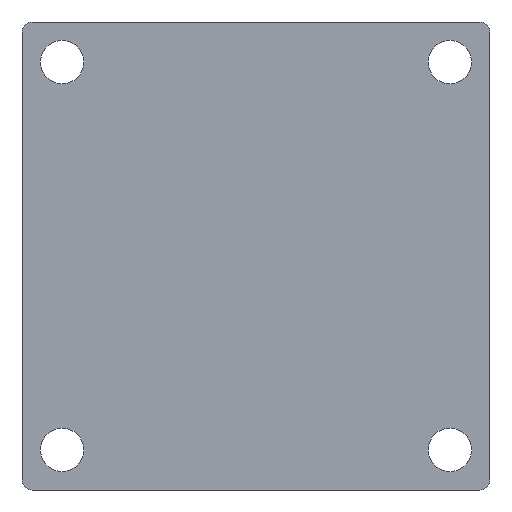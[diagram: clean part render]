
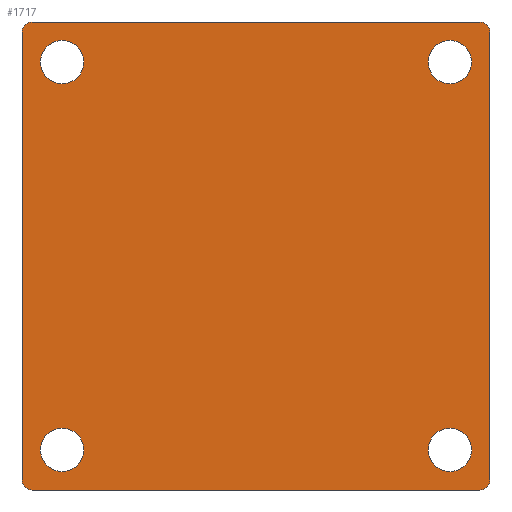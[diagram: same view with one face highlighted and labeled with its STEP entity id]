
A CAD part, left-side view. The second image highlights one B-rep face of the part: STEP entity #1717.
In plain terms, the highlighted planar face has unit normal (-1, 0, 0).
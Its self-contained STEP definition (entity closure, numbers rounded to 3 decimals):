
#222 = ORIENTED_EDGE ( 'NONE', *, *, #2029, .T. ) ;
#223 = ORIENTED_EDGE ( 'NONE', *, *, #682, .T. ) ;
#224 = ORIENTED_EDGE ( 'NONE', *, *, #642, .T. ) ;
#225 = ORIENTED_EDGE ( 'NONE', *, *, #652, .T. ) ;
#226 = ORIENTED_EDGE ( 'NONE', *, *, #2056, .F. ) ;
#245 = EDGE_LOOP ( 'NONE', ( #225, #224 ) ) ;
#246 = EDGE_LOOP ( 'NONE', ( #223, #222 ) ) ;
#247 = EDGE_LOOP ( 'NONE', ( #543, #547, #542, #544, #368, #369, #539, #226 ) ) ;
#249 = EDGE_LOOP ( 'NONE', ( #559, #541 ) ) ;
#250 = EDGE_LOOP ( 'NONE', ( #556, #557 ) ) ;
#368 = ORIENTED_EDGE ( 'NONE', *, *, #2044, .F. ) ;
#369 = ORIENTED_EDGE ( 'NONE', *, *, #2046, .F. ) ;
#426 = CIRCLE ( 'NONE', #1789, 6.5 ) ;
#458 = CIRCLE ( 'NONE', #611, 6.5 ) ;
#475 = CIRCLE ( 'NONE', #640, 6.5 ) ;
#482 = CIRCLE ( 'NONE', #1790, 6.5 ) ;
#498 = CIRCLE ( 'NONE', #613, 6.5 ) ;
#539 = ORIENTED_EDGE ( 'NONE', *, *, #2055, .F. ) ;
#541 = ORIENTED_EDGE ( 'NONE', *, *, #663, .T. ) ;
#542 = ORIENTED_EDGE ( 'NONE', *, *, #2053, .F. ) ;
#543 = ORIENTED_EDGE ( 'NONE', *, *, #2042, .F. ) ;
#544 = ORIENTED_EDGE ( 'NONE', *, *, #2026, .F. ) ;
#547 = ORIENTED_EDGE ( 'NONE', *, *, #2015, .F. ) ;
#556 = ORIENTED_EDGE ( 'NONE', *, *, #693, .T. ) ;
#557 = ORIENTED_EDGE ( 'NONE', *, *, #672, .T. ) ;
#559 = ORIENTED_EDGE ( 'NONE', *, *, #643, .T. ) ;
#592 = CIRCLE ( 'NONE', #626, 6.5 ) ;
#593 = CIRCLE ( 'NONE', #623, 6.5 ) ;
#611 = AXIS2_PLACEMENT_3D ( 'NONE', #1001, #1015, #1028 ) ;
#613 = AXIS2_PLACEMENT_3D ( 'NONE', #1061, #1046, #1059 ) ;
#623 = AXIS2_PLACEMENT_3D ( 'NONE', #1060, #1069, #1070 ) ;
#626 = AXIS2_PLACEMENT_3D ( 'NONE', #1057, #1077, #1048 ) ;
#640 = AXIS2_PLACEMENT_3D ( 'NONE', #1027, #996, #1016 ) ;
#642 = EDGE_CURVE ( 'NONE', #851, #850, #592, .T. ) ;
#643 = EDGE_CURVE ( 'NONE', #853, #811, #593, .T. ) ;
#652 = EDGE_CURVE ( 'NONE', #850, #851, #498, .T. ) ;
#663 = EDGE_CURVE ( 'NONE', #811, #853, #475, .T. ) ;
#672 = EDGE_CURVE ( 'NONE', #833, #865, #458, .T. ) ;
#682 = EDGE_CURVE ( 'NONE', #838, #860, #426, .T. ) ;
#693 = EDGE_CURVE ( 'NONE', #865, #833, #482, .T. ) ;
#757 = VERTEX_POINT ( 'NONE', #1167 ) ;
#785 = VERTEX_POINT ( 'NONE', #1195 ) ;
#793 = VERTEX_POINT ( 'NONE', #1207 ) ;
#796 = VERTEX_POINT ( 'NONE', #1205 ) ;
#801 = VERTEX_POINT ( 'NONE', #1210 ) ;
#811 = VERTEX_POINT ( 'NONE', #1301 ) ;
#819 = VERTEX_POINT ( 'NONE', #1259 ) ;
#833 = VERTEX_POINT ( 'NONE', #1331 ) ;
#838 = VERTEX_POINT ( 'NONE', #1255 ) ;
#850 = VERTEX_POINT ( 'NONE', #1305 ) ;
#851 = VERTEX_POINT ( 'NONE', #1343 ) ;
#853 = VERTEX_POINT ( 'NONE', #1341 ) ;
#854 = VERTEX_POINT ( 'NONE', #1340 ) ;
#860 = VERTEX_POINT ( 'NONE', #1327 ) ;
#865 = VERTEX_POINT ( 'NONE', #1320 ) ;
#870 = VERTEX_POINT ( 'NONE', #1313 ) ;
#962 = DIRECTION ( 'NONE',  ( 0., 0., -1. ) ) ;
#963 = DIRECTION ( 'NONE',  ( 1., 0., 0. ) ) ;
#964 = CARTESIAN_POINT ( 'NONE',  ( -20., -58., 58. ) ) ;
#985 = DIRECTION ( 'NONE',  ( 1., 0., 0. ) ) ;
#986 = DIRECTION ( 'NONE',  ( 0., 0., -1. ) ) ;
#996 = DIRECTION ( 'NONE',  ( 1., 0., 0. ) ) ;
#1001 = CARTESIAN_POINT ( 'NONE',  ( -20., -58., 58. ) ) ;
#1015 = DIRECTION ( 'NONE',  ( 1., 0., 0. ) ) ;
#1016 = DIRECTION ( 'NONE',  ( 0., 0., -1. ) ) ;
#1027 = CARTESIAN_POINT ( 'NONE',  ( -20., 58., 58. ) ) ;
#1028 = DIRECTION ( 'NONE',  ( 0., 0., -1. ) ) ;
#1036 = CARTESIAN_POINT ( 'NONE',  ( -20., -58., -58. ) ) ;
#1046 = DIRECTION ( 'NONE',  ( 1., 0., 0. ) ) ;
#1048 = DIRECTION ( 'NONE',  ( 0., 0., -1. ) ) ;
#1057 = CARTESIAN_POINT ( 'NONE',  ( -20., 58., -58. ) ) ;
#1059 = DIRECTION ( 'NONE',  ( 0., 0., -1. ) ) ;
#1060 = CARTESIAN_POINT ( 'NONE',  ( -20., 58., 58. ) ) ;
#1061 = CARTESIAN_POINT ( 'NONE',  ( -20., 58., -58. ) ) ;
#1069 = DIRECTION ( 'NONE',  ( 1., 0., 0. ) ) ;
#1070 = DIRECTION ( 'NONE',  ( 0., 0., -1. ) ) ;
#1077 = DIRECTION ( 'NONE',  ( 1., 0., 0. ) ) ;
#1167 = CARTESIAN_POINT ( 'NONE',  ( -20., -67., 70. ) ) ;
#1195 = CARTESIAN_POINT ( 'NONE',  ( -20., 67., 70. ) ) ;
#1205 = CARTESIAN_POINT ( 'NONE',  ( -20., 67., -70. ) ) ;
#1207 = CARTESIAN_POINT ( 'NONE',  ( -20., -67., -70. ) ) ;
#1210 = CARTESIAN_POINT ( 'NONE',  ( -20., -70., -67. ) ) ;
#1255 = CARTESIAN_POINT ( 'NONE',  ( -20., -58., -64.5 ) ) ;
#1259 = CARTESIAN_POINT ( 'NONE',  ( -20., -70., 67. ) ) ;
#1301 = CARTESIAN_POINT ( 'NONE',  ( -20., 58., 64.5 ) ) ;
#1305 = CARTESIAN_POINT ( 'NONE',  ( -20., 58., -64.5 ) ) ;
#1313 = CARTESIAN_POINT ( 'NONE',  ( -20., 70., 67. ) ) ;
#1320 = CARTESIAN_POINT ( 'NONE',  ( -20., -58., 51.5 ) ) ;
#1327 = CARTESIAN_POINT ( 'NONE',  ( -20., -58., -51.5 ) ) ;
#1331 = CARTESIAN_POINT ( 'NONE',  ( -20., -58., 64.5 ) ) ;
#1340 = CARTESIAN_POINT ( 'NONE',  ( -20., 70., -67. ) ) ;
#1341 = CARTESIAN_POINT ( 'NONE',  ( -20., 58., 51.5 ) ) ;
#1343 = CARTESIAN_POINT ( 'NONE',  ( -20., 58., -51.5 ) ) ;
#1413 = DIRECTION ( 'NONE',  ( 0., -1., 0. ) ) ;
#1414 = CARTESIAN_POINT ( 'NONE',  ( -20., -67., 70. ) ) ;
#1415 = DIRECTION ( 'NONE',  ( 0., 0., -1. ) ) ;
#1416 = DIRECTION ( 'NONE',  ( 1., 0., 0. ) ) ;
#1420 = DIRECTION ( 'NONE',  ( 0., 0., -1. ) ) ;
#1421 = DIRECTION ( 'NONE',  ( 1., 0., 0. ) ) ;
#1424 = CARTESIAN_POINT ( 'NONE',  ( -20., -67., 67. ) ) ;
#1429 = CARTESIAN_POINT ( 'NONE',  ( -20., 67., -67. ) ) ;
#1437 = DIRECTION ( 'NONE',  ( 0., 0., -1. ) ) ;
#1438 = CARTESIAN_POINT ( 'NONE',  ( -20., -70., 67. ) ) ;
#1441 = DIRECTION ( 'NONE',  ( 0., 0., -1. ) ) ;
#1442 = DIRECTION ( 'NONE',  ( 1., 0., 0. ) ) ;
#1444 = CARTESIAN_POINT ( 'NONE',  ( -20., -67., -67. ) ) ;
#1448 = DIRECTION ( 'NONE',  ( 0., 0., 1. ) ) ;
#1449 = DIRECTION ( 'NONE',  ( 1., 0., 0. ) ) ;
#1458 = CARTESIAN_POINT ( 'NONE',  ( -20., 67., 67. ) ) ;
#1475 = DIRECTION ( 'NONE',  ( 0., 0., -1. ) ) ;
#1476 = DIRECTION ( 'NONE',  ( 1., 0., 0. ) ) ;
#1478 = CARTESIAN_POINT ( 'NONE',  ( -20., -58., -58. ) ) ;
#1481 = DIRECTION ( 'NONE',  ( 0., 1., 0. ) ) ;
#1482 = CARTESIAN_POINT ( 'NONE',  ( -20., -67., -70. ) ) ;
#1503 = DIRECTION ( 'NONE',  ( 0., 0., 1. ) ) ;
#1504 = CARTESIAN_POINT ( 'NONE',  ( -20., 70., 67. ) ) ;
#1580 = DIRECTION ( 'NONE',  ( 0., 0., 1. ) ) ;
#1582 = DIRECTION ( 'NONE',  ( -1., 0., 0. ) ) ;
#1600 = PLANE ( 'NONE',  #1814 ) ;
#1634 = CARTESIAN_POINT ( 'NONE',  ( -20., 67., 67. ) ) ;
#1687 = LINE ( 'NONE', #1414, #1690 ) ;
#1690 = VECTOR ( 'NONE', #1413, 1000. ) ;
#1691 = CIRCLE ( 'NONE', #1771, 3. ) ;
#1692 = CIRCLE ( 'NONE', #1774, 3. ) ;
#1717 = ADVANCED_FACE ( 'NONE', ( #2164, #2167, #2169, #2171, #2161 ), #1600, .T. ) ;
#1760 = AXIS2_PLACEMENT_3D ( 'NONE', #1444, #1442, #1441 ) ;
#1769 = AXIS2_PLACEMENT_3D ( 'NONE', #1458, #1449, #1448 ) ;
#1771 = AXIS2_PLACEMENT_3D ( 'NONE', #1429, #1421, #1420 ) ;
#1774 = AXIS2_PLACEMENT_3D ( 'NONE', #1424, #1416, #1415 ) ;
#1789 = AXIS2_PLACEMENT_3D ( 'NONE', #1036, #985, #986 ) ;
#1790 = AXIS2_PLACEMENT_3D ( 'NONE', #964, #963, #962 ) ;
#1814 = AXIS2_PLACEMENT_3D ( 'NONE', #1634, #1582, #1580 ) ;
#1828 = AXIS2_PLACEMENT_3D ( 'NONE', #1478, #1476, #1475 ) ;
#1850 = CIRCLE ( 'NONE', #1760, 3. ) ;
#1851 = VECTOR ( 'NONE', #1437, 1000. ) ;
#1853 = CIRCLE ( 'NONE', #1769, 3. ) ;
#1855 = LINE ( 'NONE', #1438, #1851 ) ;
#1917 = CIRCLE ( 'NONE', #1828, 6.5 ) ;
#1924 = VECTOR ( 'NONE', #1481, 1000. ) ;
#1925 = LINE ( 'NONE', #1482, #1924 ) ;
#1946 = VECTOR ( 'NONE', #1503, 1000. ) ;
#1947 = LINE ( 'NONE', #1504, #1946 ) ;
#2015 = EDGE_CURVE ( 'NONE', #854, #870, #1947, .T. ) ;
#2026 = EDGE_CURVE ( 'NONE', #793, #796, #1925, .T. ) ;
#2029 = EDGE_CURVE ( 'NONE', #860, #838, #1917, .T. ) ;
#2042 = EDGE_CURVE ( 'NONE', #870, #785, #1853, .T. ) ;
#2044 = EDGE_CURVE ( 'NONE', #801, #793, #1850, .T. ) ;
#2046 = EDGE_CURVE ( 'NONE', #819, #801, #1855, .T. ) ;
#2053 = EDGE_CURVE ( 'NONE', #796, #854, #1691, .T. ) ;
#2055 = EDGE_CURVE ( 'NONE', #757, #819, #1692, .T. ) ;
#2056 = EDGE_CURVE ( 'NONE', #785, #757, #1687, .T. ) ;
#2161 = FACE_BOUND ( 'NONE', #246, .T. ) ;
#2164 = FACE_BOUND ( 'NONE', #250, .T. ) ;
#2167 = FACE_BOUND ( 'NONE', #249, .T. ) ;
#2169 = FACE_OUTER_BOUND ( 'NONE', #247, .T. ) ;
#2171 = FACE_BOUND ( 'NONE', #245, .T. ) ;
